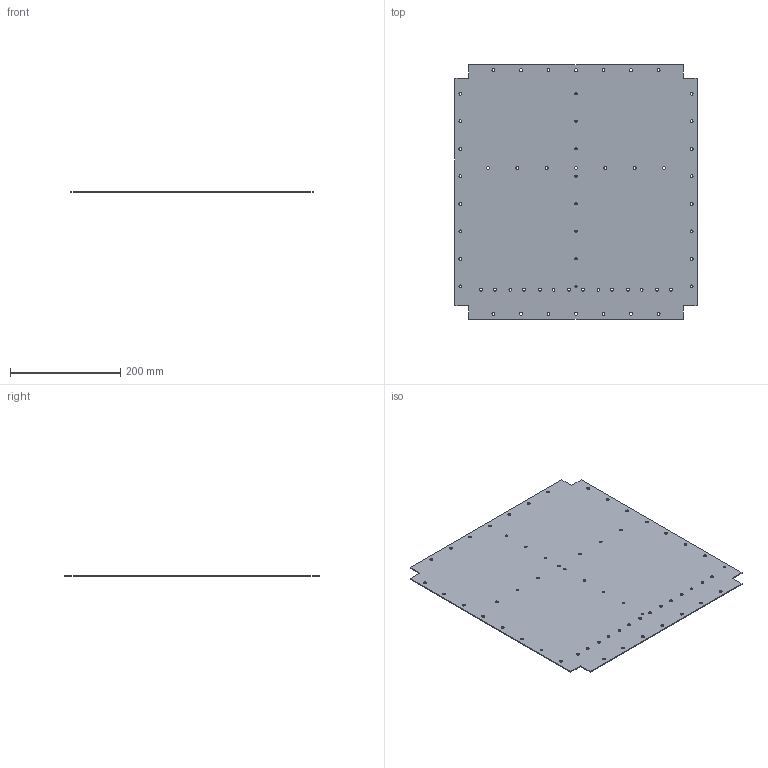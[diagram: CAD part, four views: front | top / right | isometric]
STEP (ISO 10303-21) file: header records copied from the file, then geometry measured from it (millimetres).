
FILE_DESCRIPTION(('FreeCAD Model'),'2;1');
FILE_NAME('Open CASCADE Shape Model','2023-07-02T05:48:39',('Author'),( ''),'Open CASCADE STEP processor 7.5','FreeCAD','Unknown');
FILE_SCHEMA(('AUTOMOTIVE_DESIGN { 1 0 10303 214 1 1 1 1 }'));
Length unit declared in the file: millimetre
Products named in the file (1): BodyBottomPlate
Bounding box: 440 x 463 x 1.57 mm (x, y, z)
Volume: 315001.1 mm3; surface area: 404373.2 mm2
Topology: 1 solids, 1 shells, 74 faces, 216 edges, 144 vertices
Faces by surface type: cylinder 59, plane 15
Full cylindrical faces by diameter (mm): 4.039 x8, 5.22 x51
Entity records: 2776 total; most frequent: DIRECTION 484, CARTESIAN_POINT 435, ORIENTED_EDGE 432, EDGE_CURVE 216, AXIS2_PLACEMENT_3D 193, FACE_BOUND 192, EDGE_LOOP 192, VERTEX_POINT 144
